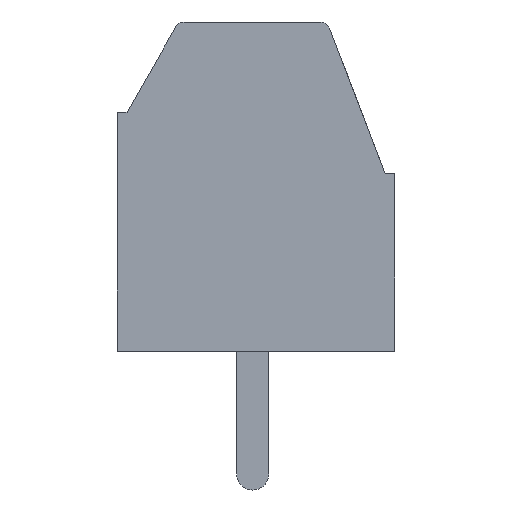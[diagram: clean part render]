
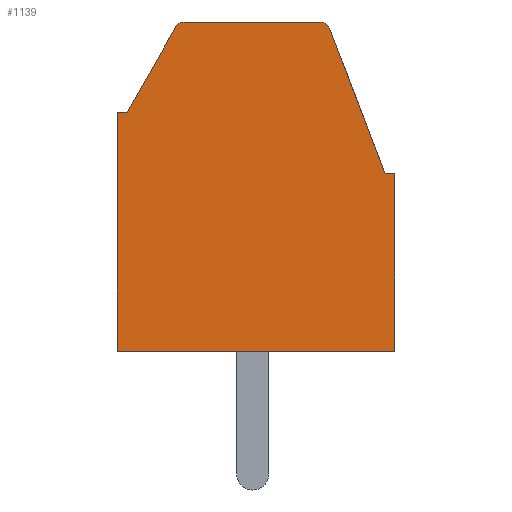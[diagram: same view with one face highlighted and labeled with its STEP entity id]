
A CAD part, front view. The second image highlights one B-rep face of the part: STEP entity #1139.
In plain terms, the highlighted planar face has unit normal (0, -1, 0).
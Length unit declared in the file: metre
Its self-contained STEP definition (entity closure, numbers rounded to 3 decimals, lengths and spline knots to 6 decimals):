
#1139=ADVANCED_FACE('',(#2340),#2341,.F.);
#2340=FACE_OUTER_BOUND('',#3548,.T.);
#2341=PLANE('',#3549);
#3548=EDGE_LOOP('',(#6977,#6978,#6979,#6980,#6981,#6982,#6983,#6984,#6985,#6986));
#3549=AXIS2_PLACEMENT_3D('',#6987,#6988,#6989);
#6977=ORIENTED_EDGE('',*,*,#8179,.T.);
#6978=ORIENTED_EDGE('',*,*,#7228,.F.);
#6979=ORIENTED_EDGE('',*,*,#8200,.T.);
#6980=ORIENTED_EDGE('',*,*,#8203,.F.);
#6981=ORIENTED_EDGE('',*,*,#8206,.F.);
#6982=ORIENTED_EDGE('',*,*,#8223,.F.);
#6983=ORIENTED_EDGE('',*,*,#8233,.F.);
#6984=ORIENTED_EDGE('',*,*,#8184,.F.);
#6985=ORIENTED_EDGE('',*,*,#8181,.F.);
#6986=ORIENTED_EDGE('',*,*,#7241,.F.);
#6987=CARTESIAN_POINT('',(-0.05,-0.03067,-0.0003));
#6988=DIRECTION('',(0.,1.0,0.));
#6989=DIRECTION('',(-1.0,0.,0.));
#7228=EDGE_CURVE('',#8670,#8672,#8673,.T.);
#7241=EDGE_CURVE('',#8695,#8697,#8698,.T.);
#8179=EDGE_CURVE('',#8695,#8672,#10103,.T.);
#8181=EDGE_CURVE('',#8697,#10105,#10106,.T.);
#8184=EDGE_CURVE('',#10105,#10109,#10110,.T.);
#8200=EDGE_CURVE('',#8670,#10129,#10131,.T.);
#8203=EDGE_CURVE('',#10133,#10129,#10135,.T.);
#8206=EDGE_CURVE('',#10137,#10133,#10139,.T.);
#8223=EDGE_CURVE('',#10164,#10137,#10166,.T.);
#8233=EDGE_CURVE('',#10109,#10164,#10179,.T.);
#8670=VERTEX_POINT('',#10796);
#8672=VERTEX_POINT('',#10799);
#8673=LINE('',#10800,#10801);
#8695=VERTEX_POINT('',#10825);
#8697=VERTEX_POINT('',#10828);
#8698=LINE('',#10829,#10830);
#10103=CIRCLE('',#12866,0.0003);
#10105=VERTEX_POINT('',#12868);
#10106=LINE('',#12869,#12870);
#10109=VERTEX_POINT('',#12874);
#10110=LINE('',#12875,#12876);
#10129=VERTEX_POINT('',#12908);
#10131=CIRCLE('',#12911,0.0003);
#10133=VERTEX_POINT('',#12913);
#10135=LINE('',#12916,#12917);
#10137=VERTEX_POINT('',#12919);
#10139=LINE('',#12922,#12923);
#10164=VERTEX_POINT('',#12962);
#10166=LINE('',#12965,#12966);
#10179=LINE('',#12987,#12988);
#10796=CARTESIAN_POINT('',(-0.05,-0.03067,0.));
#10799=CARTESIAN_POINT('',(-0.045781,-0.03067,0.));
#10800=CARTESIAN_POINT('',(-0.045781,-0.03067,0.));
#10801=VECTOR('',#13574,1.0);
#10825=CARTESIAN_POINT('',(-0.0455,-0.03067,-0.000193));
#10828=CARTESIAN_POINT('',(-0.043778,-0.03067,-0.0047));
#10829=CARTESIAN_POINT('',(-0.043778,-0.03067,-0.0047));
#10830=VECTOR('',#13602,1.0);
#12866=AXIS2_PLACEMENT_3D('',#14412,#14413,#14414);
#12868=CARTESIAN_POINT('',(-0.043478,-0.03067,-0.0047));
#12869=CARTESIAN_POINT('',(-0.043478,-0.03067,-0.0047));
#12870=VECTOR('',#14415,1.0);
#12874=CARTESIAN_POINT('',(-0.043478,-0.03067,-0.0102));
#12875=CARTESIAN_POINT('',(-0.043478,-0.03067,-0.0102));
#12876=VECTOR('',#14417,1.0);
#12908=CARTESIAN_POINT('',(-0.05026,-0.03067,-0.000151));
#12911=AXIS2_PLACEMENT_3D('',#14432,#14433,#14434);
#12913=CARTESIAN_POINT('',(-0.051774,-0.03067,-0.0028));
#12916=CARTESIAN_POINT('',(-0.05026,-0.03067,-0.000151));
#12917=VECTOR('',#14436,1.0);
#12919=CARTESIAN_POINT('',(-0.052078,-0.03067,-0.0028));
#12922=CARTESIAN_POINT('',(-0.051774,-0.03067,-0.0028));
#12923=VECTOR('',#14438,1.0);
#12962=CARTESIAN_POINT('',(-0.052078,-0.03067,-0.0102));
#12965=CARTESIAN_POINT('',(-0.052078,-0.03067,-0.0095));
#12966=VECTOR('',#14454,1.0);
#12987=CARTESIAN_POINT('',(-0.052078,-0.03067,-0.0102));
#12988=VECTOR('',#14463,1.0);
#13574=DIRECTION('',(1.0,0.,0.));
#13602=DIRECTION('',(0.357,0.,-0.934));
#14412=CARTESIAN_POINT('',(-0.045781,-0.03067,-0.0003));
#14413=DIRECTION('',(0.,-1.0,0.));
#14414=DIRECTION('',(-1.0,0.,0.));
#14415=DIRECTION('',(1.0,0.,0.));
#14417=DIRECTION('',(0.,0.,-1.0));
#14432=CARTESIAN_POINT('',(-0.05,-0.03067,-0.0003));
#14433=DIRECTION('',(0.,-1.0,0.));
#14434=DIRECTION('',(-1.0,0.,0.));
#14436=DIRECTION('',(0.496,0.,0.868));
#14438=DIRECTION('',(1.0,0.,0.));
#14454=DIRECTION('',(0.,0.,1.0));
#14463=DIRECTION('',(-1.0,0.,0.));
